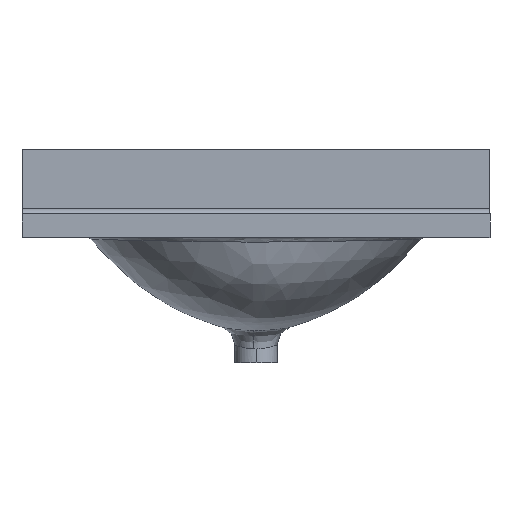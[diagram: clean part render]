
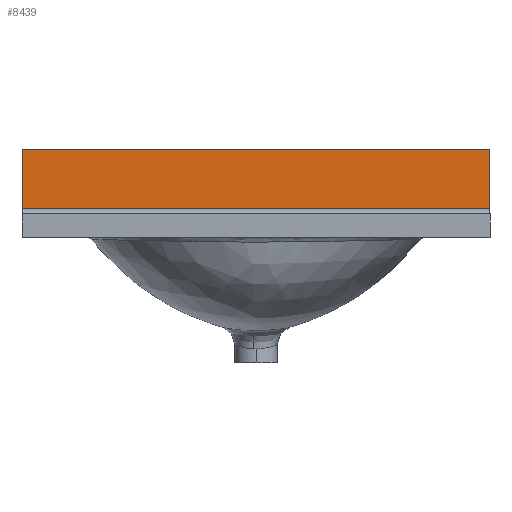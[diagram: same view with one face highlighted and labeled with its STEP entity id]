
A CAD part, top view. The second image highlights one B-rep face of the part: STEP entity #8439.
In plain terms, the highlighted planar face has unit normal (0, 0, 1).
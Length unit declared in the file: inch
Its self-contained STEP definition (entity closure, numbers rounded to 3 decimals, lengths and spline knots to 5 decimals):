
#1052 = EDGE_CURVE ( 'NONE', #10224, #6473, #14935, .T. ) ;
#1473 = DIRECTION ( 'NONE',  ( 1., 0., 0. ) ) ;
#1796 = CARTESIAN_POINT ( 'NONE',  ( 12.5, 3.5, -7.6875 ) ) ;
#2249 = LINE ( 'NONE', #7117, #16193 ) ;
#2719 = LINE ( 'NONE', #7758, #13825 ) ;
#3181 = CARTESIAN_POINT ( 'NONE',  ( -12.5, 3.5, -7.6875 ) ) ;
#4117 = PLANE ( 'NONE',  #16179 ) ;
#4724 = DIRECTION ( 'NONE',  ( 1., 0., 0. ) ) ;
#4974 = EDGE_LOOP ( 'NONE', ( #11682, #6397, #8278, #10386 ) ) ;
#5989 = DIRECTION ( 'NONE',  ( 0., -1., 0. ) ) ;
#6397 = ORIENTED_EDGE ( 'NONE', *, *, #15214, .T. ) ;
#6473 = VERTEX_POINT ( 'NONE', #12365 ) ;
#6810 = LINE ( 'NONE', #3181, #14611 ) ;
#6831 = CARTESIAN_POINT ( 'NONE',  ( -12.5, 0.3, -7.6875 ) ) ;
#7117 = CARTESIAN_POINT ( 'NONE',  ( -12.5, 0.3, -7.6875 ) ) ;
#7758 = CARTESIAN_POINT ( 'NONE',  ( -12.5, 3.5, -7.6875 ) ) ;
#7916 = CARTESIAN_POINT ( 'NONE',  ( -12.5, 3.5, -7.6875 ) ) ;
#8278 = ORIENTED_EDGE ( 'NONE', *, *, #1052, .F. ) ;
#8439 = ADVANCED_FACE ( 'NONE', ( #11561 ), #4117, .F. ) ;
#8575 = VERTEX_POINT ( 'NONE', #10315 ) ;
#8877 = VERTEX_POINT ( 'NONE', #6831 ) ;
#10224 = VERTEX_POINT ( 'NONE', #1796 ) ;
#10276 = EDGE_CURVE ( 'NONE', #8575, #10224, #2719, .T. ) ;
#10315 = CARTESIAN_POINT ( 'NONE',  ( -12.5, 3.5, -7.6875 ) ) ;
#10386 = ORIENTED_EDGE ( 'NONE', *, *, #10276, .F. ) ;
#10784 = DIRECTION ( 'NONE',  ( 0., -1., 0. ) ) ;
#11429 = VECTOR ( 'NONE', #5989, 39.37008 ) ;
#11561 = FACE_OUTER_BOUND ( 'NONE', #4974, .T. ) ;
#11637 = DIRECTION ( 'NONE',  ( 0., 0., -1. ) ) ;
#11682 = ORIENTED_EDGE ( 'NONE', *, *, #13906, .T. ) ;
#12197 = CARTESIAN_POINT ( 'NONE',  ( 12.5, 3.5, -7.6875 ) ) ;
#12365 = CARTESIAN_POINT ( 'NONE',  ( 12.5, 0.3, -7.6875 ) ) ;
#12809 = DIRECTION ( 'NONE',  ( -1., 0., 0. ) ) ;
#13825 = VECTOR ( 'NONE', #1473, 39.37008 ) ;
#13906 = EDGE_CURVE ( 'NONE', #8575, #8877, #6810, .T. ) ;
#14611 = VECTOR ( 'NONE', #10784, 39.37008 ) ;
#14935 = LINE ( 'NONE', #12197, #11429 ) ;
#15214 = EDGE_CURVE ( 'NONE', #8877, #6473, #2249, .T. ) ;
#16179 = AXIS2_PLACEMENT_3D ( 'NONE', #7916, #11637, #12809 ) ;
#16193 = VECTOR ( 'NONE', #4724, 39.37008 ) ;
